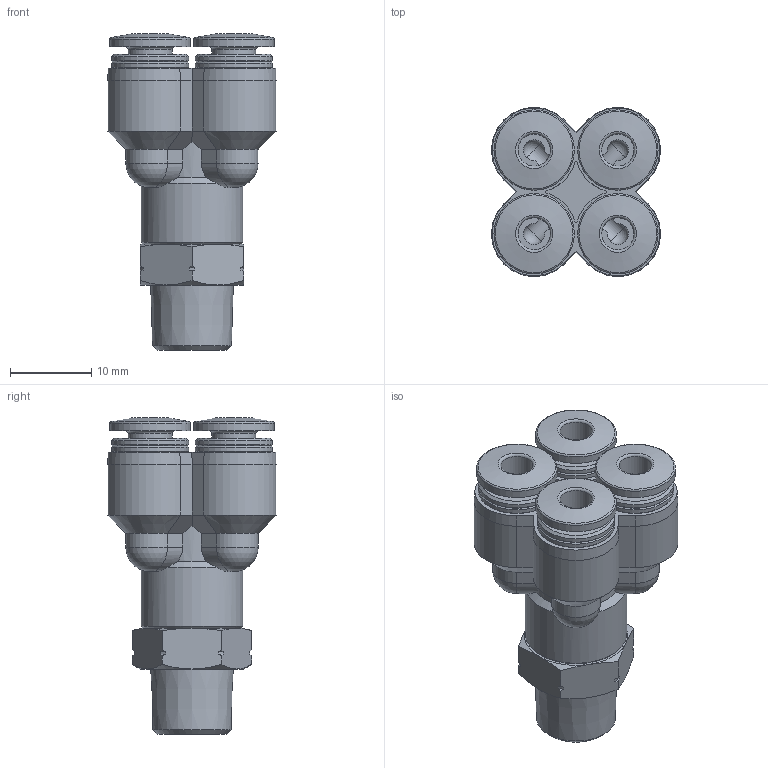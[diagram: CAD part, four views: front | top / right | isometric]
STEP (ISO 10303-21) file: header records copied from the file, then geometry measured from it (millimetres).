
FILE_DESCRIPTION(/* description */ ('STEP AP214'),/* implementation_level */ '2;1');
FILE_NAME(/* name */ '153810_QSQ-1_8-5_32-U',/* time_stamp */ '2024-09-14T15:19:51+02:00',/* author */ ('License CC BY-ND 4.0'),/* organization */ ('CADENAS'),/* preprocessor_version */ 'ST-DEVELOPER v19.3',/* originating_system */ 'PARTsolutions',/* authorisation */ ' ');
FILE_SCHEMA (('AUTOMOTIVE_DESIGN {1 0 10303 214 3 1 1}'));
Length unit declared in the file: millimetre
Products named in the file (1): 153810 QSQ-1/8-5/32-U
Bounding box: 20.76 x 20.76 x 38.9 mm (x, y, z)
Volume: 6228.8 mm3; surface area: 4658.3 mm2
Topology: 1 solids, 1 shells, 197 faces, 472 edges, 278 vertices
Faces by surface type: cylinder 61, cone 60, plane 56, torus 12, sphere 8
Full cylindrical faces by diameter (mm): 2.6 x5, 3.969 x4, 5.4 x4, 5.878 x1, 9.5 x8, 9.9 x4, 12.5 x1
Entity records: 6628 total; most frequent: CARTESIAN_POINT 1069, DIRECTION 890, ORIENTED_EDGE 770, EDGE_CURVE 385, AXIS2_PLACEMENT_3D 379, EDGE_LOOP 277, FACE_BOUND 277, VERTEX_POINT 262
